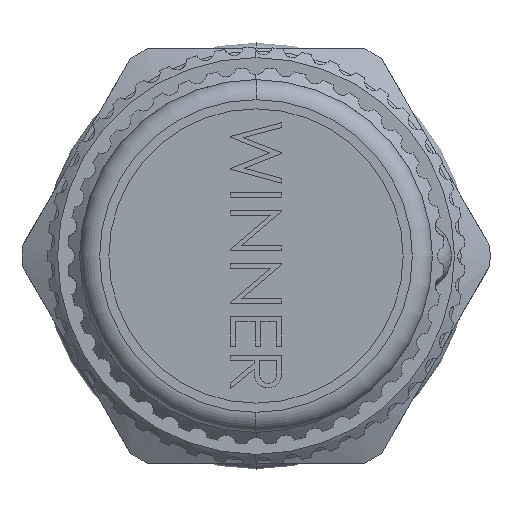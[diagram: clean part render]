
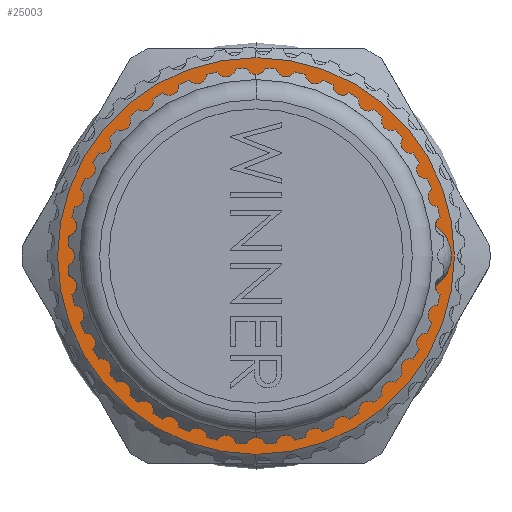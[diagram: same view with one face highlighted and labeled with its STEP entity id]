
A CAD part, left-side view. The second image highlights one B-rep face of the part: STEP entity #25003.
In plain terms, the highlighted planar face has unit normal (-1, 0, 0).
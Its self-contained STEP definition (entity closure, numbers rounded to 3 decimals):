
#89 = B_SPLINE_CURVE_WITH_KNOTS ( 'NONE', 3,
 ( #23880, #30446, #30240, #9319, #5030, #515, #19293, #2759, #19182, #5127, #28505, #19408, #24068, #28714, #9838, #23863, #16921, #9730 ),
 .UNSPECIFIED., .F., .F.,
 ( 4, 2, 2, 2, 2, 2, 2, 2, 4 ),
 ( 0., 0.001, 0.002, 0.002, 0.003, 0.004, 0.005, 0.006, 0.006 ),
 .UNSPECIFIED. ) ;
#474 = ORIENTED_EDGE ( 'NONE', *, *, #8896, .T. ) ;
#515 = CARTESIAN_POINT ( 'NONE',  ( -16.4, 3.858, 1.468 ) ) ;
#649 = CARTESIAN_POINT ( 'NONE',  ( -16.4, 3.539, -2.539 ) ) ;
#700 = CARTESIAN_POINT ( 'NONE',  ( -16.4, -0.87, 4.201 ) ) ;
#753 = CARTESIAN_POINT ( 'NONE',  ( -16.4, 0.359, -4.592 ) ) ;
#1282 = CARTESIAN_POINT ( 'NONE',  ( -16.4, 0., -5.05 ) ) ;
#1385 = DIRECTION ( 'NONE',  ( -1., 0., 0. ) ) ;
#1415 = EDGE_CURVE ( 'NONE', #17037, #23809, #22706, .T. ) ;
#2676 = CARTESIAN_POINT ( 'NONE',  ( -16.4, 1.301, -4.352 ) ) ;
#2759 = CARTESIAN_POINT ( 'NONE',  ( -16.4, 3.492, 2.184 ) ) ;
#2839 = CARTESIAN_POINT ( 'NONE',  ( -16.4, -0.216, 4.238 ) ) ;
#2944 = CARTESIAN_POINT ( 'NONE',  ( -16.4, -4.69, -0.123 ) ) ;
#2977 = EDGE_CURVE ( 'NONE', #21006, #26291, #89, .T. ) ;
#3260 = CARTESIAN_POINT ( 'NONE',  ( -16.4, 0., 0. ) ) ;
#3274 = CARTESIAN_POINT ( 'NONE',  ( -16.4, 0., 0. ) ) ;
#3365 = EDGE_CURVE ( 'NONE', #23809, #17037, #4659, .T. ) ;
#3778 = B_SPLINE_CURVE_WITH_KNOTS ( 'NONE', 3,
 ( #24250, #5312, #2839, #700, #19259, #19570, #9808, #24356, #5534, #12592, #19477, #10123, #18734, #24150, #23935, #26433, #29112, #16994, #2944, #28683 ),
 .UNSPECIFIED., .F., .F.,
 ( 4, 2, 2, 2, 2, 2, 2, 2, 2, 4 ),
 ( 0., 0.001, 0.002, 0.003, 0.004, 0.004, 0.005, 0.006, 0.007, 0.008 ),
 .UNSPECIFIED. ) ;
#4018 = ORIENTED_EDGE ( 'NONE', *, *, #23229, .T. ) ;
#4659 = CIRCLE ( 'NONE', #18048, 15.3 ) ;
#4813 = ORIENTED_EDGE ( 'NONE', *, *, #3365, .T. ) ;
#5030 = CARTESIAN_POINT ( 'NONE',  ( -16.4, 4.024, 0.965 ) ) ;
#5127 = CARTESIAN_POINT ( 'NONE',  ( -16.4, 3., 2.82 ) ) ;
#5312 = CARTESIAN_POINT ( 'NONE',  ( -16.4, 0.111, 4.219 ) ) ;
#5534 = CARTESIAN_POINT ( 'NONE',  ( -16.4, -2.968, 3.3 ) ) ;
#6240 = B_SPLINE_CURVE_WITH_KNOTS ( 'NONE', 3,
 ( #28528, #28225, #21607, #28964, #753, #14798, #2676, #28853, #19108, #28635, #26591, #7730, #649, #21818, #9754, #12242, #26380, #24199 ),
 .UNSPECIFIED., .F., .F.,
 ( 4, 2, 2, 2, 2, 2, 2, 2, 4 ),
 ( 0., 0.001, 0.002, 0.003, 0.004, 0.005, 0.006, 0.007, 0.008 ),
 .UNSPECIFIED. ) ;
#7211 = CIRCLE ( 'NONE', #19857, 4.7 ) ;
#7730 = CARTESIAN_POINT ( 'NONE',  ( -16.4, 3.358, -2.808 ) ) ;
#7891 = DIRECTION ( 'NONE',  ( -1., 0., 0. ) ) ;
#8616 = CARTESIAN_POINT ( 'NONE',  ( -16.4, -1.261, -4.528 ) ) ;
#8896 = EDGE_CURVE ( 'NONE', #24440, #21006, #6240, .T. ) ;
#9319 = CARTESIAN_POINT ( 'NONE',  ( -16.4, 4.086, 0.704 ) ) ;
#9730 = CARTESIAN_POINT ( 'NONE',  ( -16.4, 0.438, 4.16 ) ) ;
#9754 = CARTESIAN_POINT ( 'NONE',  ( -16.4, 3.955, -1.651 ) ) ;
#9808 = CARTESIAN_POINT ( 'NONE',  ( -16.4, -2.131, 3.823 ) ) ;
#9838 = CARTESIAN_POINT ( 'NONE',  ( -16.4, 1.468, 3.874 ) ) ;
#10012 = CARTESIAN_POINT ( 'NONE',  ( -16.4, 0., -15.3 ) ) ;
#10123 = CARTESIAN_POINT ( 'NONE',  ( -16.4, -3.667, 2.601 ) ) ;
#12242 = CARTESIAN_POINT ( 'NONE',  ( -16.4, 4.115, -1.022 ) ) ;
#12280 = DIRECTION ( 'NONE',  ( 0., 0., -1. ) ) ;
#12592 = CARTESIAN_POINT ( 'NONE',  ( -16.4, -3.332, 2.967 ) ) ;
#13600 = AXIS2_PLACEMENT_3D ( 'NONE', #1282, #1385, #27217 ) ;
#14474 = CARTESIAN_POINT ( 'NONE',  ( -16.4, -4.678, -0.454 ) ) ;
#14620 = CARTESIAN_POINT ( 'NONE',  ( -16.4, 0., 15.3 ) ) ;
#14798 = CARTESIAN_POINT ( 'NONE',  ( -16.4, 0.991, -4.454 ) ) ;
#14844 = FACE_BOUND ( 'NONE', #19125, .T. ) ;
#15154 = ORIENTED_EDGE ( 'NONE', *, *, #2977, .T. ) ;
#15358 = CARTESIAN_POINT ( 'NONE',  ( -16.4, 4.167, -0.366 ) ) ;
#16921 = CARTESIAN_POINT ( 'NONE',  ( -16.4, 0.703, 4.113 ) ) ;
#16994 = CARTESIAN_POINT ( 'NONE',  ( -16.4, -4.669, 0.21 ) ) ;
#17037 = VERTEX_POINT ( 'NONE', #14620 ) ;
#18048 = AXIS2_PLACEMENT_3D ( 'NONE', #19145, #26424, #12280 ) ;
#18734 = CARTESIAN_POINT ( 'NONE',  ( -16.4, -3.768, 2.472 ) ) ;
#19108 = CARTESIAN_POINT ( 'NONE',  ( -16.4, 2.177, -3.917 ) ) ;
#19125 = EDGE_LOOP ( 'NONE', ( #19334, #4018, #474, #15154 ) ) ;
#19145 = CARTESIAN_POINT ( 'NONE',  ( -16.4, 0., 0. ) ) ;
#19182 = CARTESIAN_POINT ( 'NONE',  ( -16.4, 3.341, 2.406 ) ) ;
#19259 = CARTESIAN_POINT ( 'NONE',  ( -16.4, -1.2, 4.143 ) ) ;
#19293 = CARTESIAN_POINT ( 'NONE',  ( -16.4, 3.751, 1.712 ) ) ;
#19334 = ORIENTED_EDGE ( 'NONE', *, *, #30280, .T. ) ;
#19408 = CARTESIAN_POINT ( 'NONE',  ( -16.4, 2.405, 3.349 ) ) ;
#19477 = CARTESIAN_POINT ( 'NONE',  ( -16.4, -3.449, 2.849 ) ) ;
#19570 = CARTESIAN_POINT ( 'NONE',  ( -16.4, -1.827, 3.955 ) ) ;
#19709 = DIRECTION ( 'NONE',  ( 1., 0., 0. ) ) ;
#19816 = DIRECTION ( 'NONE',  ( 0., 0., 1. ) ) ;
#19857 = AXIS2_PLACEMENT_3D ( 'NONE', #3274, #19709, #19816 ) ;
#21006 = VERTEX_POINT ( 'NONE', #15358 ) ;
#21607 = CARTESIAN_POINT ( 'NONE',  ( -16.4, -0.62, -4.629 ) ) ;
#21818 = CARTESIAN_POINT ( 'NONE',  ( -16.4, 3.84, -1.956 ) ) ;
#22706 = CIRCLE ( 'NONE', #27126, 15.3 ) ;
#23229 = EDGE_CURVE ( 'NONE', #28966, #24440, #7211, .T. ) ;
#23804 = CARTESIAN_POINT ( 'NONE',  ( -16.4, 0.438, 4.16 ) ) ;
#23809 = VERTEX_POINT ( 'NONE', #10012 ) ;
#23863 = CARTESIAN_POINT ( 'NONE',  ( -16.4, 0.962, 4.049 ) ) ;
#23880 = CARTESIAN_POINT ( 'NONE',  ( -16.4, 4.167, -0.366 ) ) ;
#23935 = CARTESIAN_POINT ( 'NONE',  ( -16.4, -4.21, 1.78 ) ) ;
#24061 = EDGE_LOOP ( 'NONE', ( #27035, #4813 ) ) ;
#24068 = CARTESIAN_POINT ( 'NONE',  ( -16.4, 2.183, 3.502 ) ) ;
#24150 = CARTESIAN_POINT ( 'NONE',  ( -16.4, -4.05, 2.07 ) ) ;
#24199 = CARTESIAN_POINT ( 'NONE',  ( -16.4, 4.167, -0.366 ) ) ;
#24250 = CARTESIAN_POINT ( 'NONE',  ( -16.4, 0.438, 4.16 ) ) ;
#24356 = CARTESIAN_POINT ( 'NONE',  ( -16.4, -2.704, 3.493 ) ) ;
#24440 = VERTEX_POINT ( 'NONE', #8616 ) ;
#24848 = PLANE ( 'NONE',  #13600 ) ;
#25003 = ADVANCED_FACE ( 'NONE', ( #25566, #14844 ), #24848, .T. ) ;
#25566 = FACE_OUTER_BOUND ( 'NONE', #24061, .T. ) ;
#26291 = VERTEX_POINT ( 'NONE', #23804 ) ;
#26380 = CARTESIAN_POINT ( 'NONE',  ( -16.4, 4.16, -0.695 ) ) ;
#26424 = DIRECTION ( 'NONE',  ( -1., 0., 0. ) ) ;
#26433 = CARTESIAN_POINT ( 'NONE',  ( -16.4, -4.463, 1.17 ) ) ;
#26591 = CARTESIAN_POINT ( 'NONE',  ( -16.4, 2.939, -3.303 ) ) ;
#27035 = ORIENTED_EDGE ( 'NONE', *, *, #1415, .T. ) ;
#27126 = AXIS2_PLACEMENT_3D ( 'NONE', #3260, #7891, #29314 ) ;
#27217 = DIRECTION ( 'NONE',  ( 0., 0., -1. ) ) ;
#28225 = CARTESIAN_POINT ( 'NONE',  ( -16.4, -0.942, -4.595 ) ) ;
#28505 = CARTESIAN_POINT ( 'NONE',  ( -16.4, 2.812, 3.009 ) ) ;
#28528 = CARTESIAN_POINT ( 'NONE',  ( -16.4, -1.261, -4.528 ) ) ;
#28635 = CARTESIAN_POINT ( 'NONE',  ( -16.4, 2.697, -3.53 ) ) ;
#28683 = CARTESIAN_POINT ( 'NONE',  ( -16.4, -4.678, -0.454 ) ) ;
#28714 = CARTESIAN_POINT ( 'NONE',  ( -16.4, 1.715, 3.765 ) ) ;
#28853 = CARTESIAN_POINT ( 'NONE',  ( -16.4, 1.898, -4.081 ) ) ;
#28964 = CARTESIAN_POINT ( 'NONE',  ( -16.4, 0.03, -4.627 ) ) ;
#28966 = VERTEX_POINT ( 'NONE', #14474 ) ;
#29112 = CARTESIAN_POINT ( 'NONE',  ( -16.4, -4.554, 0.856 ) ) ;
#29314 = DIRECTION ( 'NONE',  ( 0., 0., -1. ) ) ;
#30240 = CARTESIAN_POINT ( 'NONE',  ( -16.4, 4.161, 0.172 ) ) ;
#30280 = EDGE_CURVE ( 'NONE', #26291, #28966, #3778, .T. ) ;
#30446 = CARTESIAN_POINT ( 'NONE',  ( -16.4, 4.173, -0.097 ) ) ;
